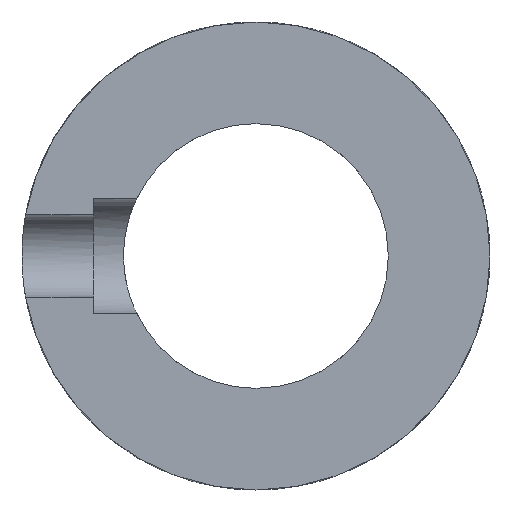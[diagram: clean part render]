
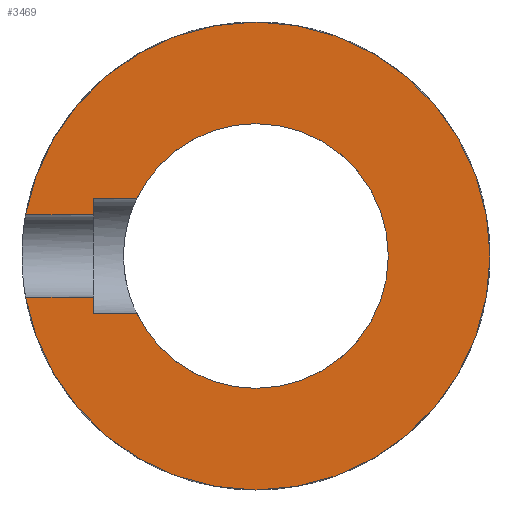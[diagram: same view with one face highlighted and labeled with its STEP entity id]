
A CAD part, front view. The second image highlights one B-rep face of the part: STEP entity #3469.
In plain terms, the highlighted planar face has unit normal (0, -1, 0).
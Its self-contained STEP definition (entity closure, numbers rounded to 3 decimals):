
#70 = VERTEX_POINT ( 'NONE', #3662 ) ;
#75 = VERTEX_POINT ( 'NONE', #3667 ) ;
#113 = VERTEX_POINT ( 'NONE', #3705 ) ;
#119 = VERTEX_POINT ( 'NONE', #3711 ) ;
#204 = VERTEX_POINT ( 'NONE', #3796 ) ;
#216 = VERTEX_POINT ( 'NONE', #3808 ) ;
#220 = VERTEX_POINT ( 'NONE', #3812 ) ;
#402 = EDGE_CURVE ( 'NONE', #113, #220, #4193, .T. ) ;
#406 = EDGE_CURVE ( 'NONE', #216, #204, #4199, .T. ) ;
#452 = VERTEX_POINT ( 'NONE', #4419 ) ;
#453 = VERTEX_POINT ( 'NONE', #4420 ) ;
#454 = VERTEX_POINT ( 'NONE', #4421 ) ;
#456 = VERTEX_POINT ( 'NONE', #4423 ) ;
#460 = VERTEX_POINT ( 'NONE', #4427 ) ;
#1727 = EDGE_CURVE ( 'NONE', #220, #216, #5548, .T. ) ;
#1729 = EDGE_CURVE ( 'NONE', #452, #113, #5737, .T. ) ;
#1733 = EDGE_CURVE ( 'NONE', #453, #454, #5749, .T. ) ;
#1735 = EDGE_CURVE ( 'NONE', #454, #452, #5755, .T. ) ;
#1738 = EDGE_CURVE ( 'NONE', #119, #456, #5758, .T. ) ;
#1741 = EDGE_CURVE ( 'NONE', #456, #460, #5771, .T. ) ;
#1742 = EDGE_CURVE ( 'NONE', #204, #119, #5774, .T. ) ;
#3265 = ORIENTED_EDGE ( 'NONE', *, *, #1735, .T. ) ;
#3266 = ORIENTED_EDGE ( 'NONE', *, *, #1729, .T. ) ;
#3267 = ORIENTED_EDGE ( 'NONE', *, *, #402, .T. ) ;
#3268 = ORIENTED_EDGE ( 'NONE', *, *, #1727, .T. ) ;
#3269 = ORIENTED_EDGE ( 'NONE', *, *, #406, .T. ) ;
#3270 = ORIENTED_EDGE ( 'NONE', *, *, #1742, .T. ) ;
#3271 = ORIENTED_EDGE ( 'NONE', *, *, #1738, .T. ) ;
#3272 = ORIENTED_EDGE ( 'NONE', *, *, #1741, .T. ) ;
#3273 = ORIENTED_EDGE ( 'NONE', *, *, #3390, .F. ) ;
#3274 = ORIENTED_EDGE ( 'NONE', *, *, #3487, .F. ) ;
#3275 = ORIENTED_EDGE ( 'NONE', *, *, #3391, .F. ) ;
#3276 = ORIENTED_EDGE ( 'NONE', *, *, #1733, .T. ) ;
#3390 = EDGE_CURVE ( 'NONE', #70, #460, #9286, .T. ) ;
#3391 = EDGE_CURVE ( 'NONE', #453, #75, #9287, .T. ) ;
#3469 = ADVANCED_FACE ( 'NONE', ( #9059 ), #9053, .F. ) ;
#3487 = EDGE_CURVE ( 'NONE', #75, #70, #9308, .T. ) ;
#3543 = EDGE_LOOP ( 'NONE', ( #3265, #3266, #3267, #3268, #3269, #3270, #3271, #3272, #3273, #3274, #3275, #3276 ) ) ;
#3662 = CARTESIAN_POINT ( 'NONE',  ( 0., -9.588, -46.041 ) ) ;
#3667 = CARTESIAN_POINT ( 'NONE',  ( 0., -9.588, 46.041 ) ) ;
#3705 = CARTESIAN_POINT ( 'NONE',  ( -23.449, -9.588, 11.326 ) ) ;
#3711 = CARTESIAN_POINT ( 'NONE',  ( -31.95, -9.588, -11.326 ) ) ;
#3796 = CARTESIAN_POINT ( 'NONE',  ( -23.449, -9.588, -11.326 ) ) ;
#3808 = CARTESIAN_POINT ( 'NONE',  ( 0., -9.588, -26.041 ) ) ;
#3812 = CARTESIAN_POINT ( 'NONE',  ( 0., -9.588, 26.041 ) ) ;
#4074 = CARTESIAN_POINT ( 'NONE',  ( 0., -9.588, 0. ) ) ;
#4075 = DIRECTION ( 'NONE',  ( 0., 1., 0. ) ) ;
#4076 = DIRECTION ( 'NONE',  ( 0., 0., 1. ) ) ;
#4193 = CIRCLE ( 'NONE', #4197, 26.041 ) ;
#4197 = AXIS2_PLACEMENT_3D ( 'NONE', #4074, #4075, #4076 ) ;
#4199 = CIRCLE ( 'NONE', #4201, 26.041 ) ;
#4201 = AXIS2_PLACEMENT_3D ( 'NONE', #4346, #4347, #4348 ) ;
#4346 = CARTESIAN_POINT ( 'NONE',  ( 0., -9.588, 0. ) ) ;
#4347 = DIRECTION ( 'NONE',  ( 0., 1., 0. ) ) ;
#4348 = DIRECTION ( 'NONE',  ( 0., 0., 1. ) ) ;
#4419 = CARTESIAN_POINT ( 'NONE',  ( -31.95, -9.588, 11.326 ) ) ;
#4420 = CARTESIAN_POINT ( 'NONE',  ( -45.325, -9.588, 8.087 ) ) ;
#4421 = CARTESIAN_POINT ( 'NONE',  ( -31.95, -9.588, 8.087 ) ) ;
#4423 = CARTESIAN_POINT ( 'NONE',  ( -31.95, -9.588, -8.087 ) ) ;
#4427 = CARTESIAN_POINT ( 'NONE',  ( -45.325, -9.588, -8.088 ) ) ;
#5548 = CIRCLE ( 'NONE', #5551, 26.041 ) ;
#5551 = AXIS2_PLACEMENT_3D ( 'NONE', #5733, #5734, #5735 ) ;
#5552 = VECTOR ( 'NONE', #5739, 1000. ) ;
#5555 = VECTOR ( 'NONE', #5764, 1000. ) ;
#5556 = VECTOR ( 'NONE', #5751, 1000. ) ;
#5558 = VECTOR ( 'NONE', #5757, 1000. ) ;
#5565 = VECTOR ( 'NONE', #5773, 1000. ) ;
#5566 = VECTOR ( 'NONE', #5776, 1000. ) ;
#5733 = CARTESIAN_POINT ( 'NONE',  ( 0., -9.588, 0. ) ) ;
#5734 = DIRECTION ( 'NONE',  ( 0., 1., 0. ) ) ;
#5735 = DIRECTION ( 'NONE',  ( 0., 0., 1. ) ) ;
#5737 = LINE ( 'NONE', #5738, #5552 ) ;
#5738 = CARTESIAN_POINT ( 'NONE',  ( -31.95, -9.588, 11.326 ) ) ;
#5739 = DIRECTION ( 'NONE',  ( 1., 0., 0. ) ) ;
#5749 = LINE ( 'NONE', #5750, #5556 ) ;
#5750 = CARTESIAN_POINT ( 'NONE',  ( -50.673, -9.588, 8.088 ) ) ;
#5751 = DIRECTION ( 'NONE',  ( 1., 0., 0. ) ) ;
#5755 = LINE ( 'NONE', #5756, #5558 ) ;
#5756 = CARTESIAN_POINT ( 'NONE',  ( -31.95, -9.588, 8.087 ) ) ;
#5757 = DIRECTION ( 'NONE',  ( 0., 0., 1. ) ) ;
#5758 = LINE ( 'NONE', #5763, #5555 ) ;
#5763 = CARTESIAN_POINT ( 'NONE',  ( -31.95, -9.588, -11.326 ) ) ;
#5764 = DIRECTION ( 'NONE',  ( 0., 0., 1. ) ) ;
#5771 = LINE ( 'NONE', #5772, #5565 ) ;
#5772 = CARTESIAN_POINT ( 'NONE',  ( -31.95, -9.588, -8.087 ) ) ;
#5773 = DIRECTION ( 'NONE',  ( -1., 0., 0. ) ) ;
#5774 = LINE ( 'NONE', #5775, #5566 ) ;
#5775 = CARTESIAN_POINT ( 'NONE',  ( 0., -9.588, -11.326 ) ) ;
#5776 = DIRECTION ( 'NONE',  ( -1., 0., 0. ) ) ;
#8622 = CARTESIAN_POINT ( 'NONE',  ( 0., -9.588, 0. ) ) ;
#8623 = DIRECTION ( 'NONE',  ( 0., 1., 0. ) ) ;
#8624 = DIRECTION ( 'NONE',  ( 0., 0., 1. ) ) ;
#8627 = CARTESIAN_POINT ( 'NONE',  ( 0., -9.588, 0. ) ) ;
#8628 = DIRECTION ( 'NONE',  ( 0., 1., 0. ) ) ;
#8629 = DIRECTION ( 'NONE',  ( 0., 0., 1. ) ) ;
#9053 = PLANE ( 'NONE',  #9371 ) ;
#9055 = CARTESIAN_POINT ( 'NONE',  ( 0., -9.588, 0. ) ) ;
#9059 = FACE_OUTER_BOUND ( 'NONE', #3543, .T. ) ;
#9061 = DIRECTION ( 'NONE',  ( 0., 1., 0. ) ) ;
#9062 = DIRECTION ( 'NONE',  ( 0., 0., 1. ) ) ;
#9147 = CARTESIAN_POINT ( 'NONE',  ( 0., -9.588, 0. ) ) ;
#9148 = DIRECTION ( 'NONE',  ( 0., 1., 0. ) ) ;
#9149 = DIRECTION ( 'NONE',  ( 0., 0., 1. ) ) ;
#9286 = CIRCLE ( 'NONE', #9288, 46.041 ) ;
#9287 = CIRCLE ( 'NONE', #9290, 46.041 ) ;
#9288 = AXIS2_PLACEMENT_3D ( 'NONE', #8622, #8623, #8624 ) ;
#9290 = AXIS2_PLACEMENT_3D ( 'NONE', #8627, #8628, #8629 ) ;
#9308 = CIRCLE ( 'NONE', #9389, 46.041 ) ;
#9371 = AXIS2_PLACEMENT_3D ( 'NONE', #9055, #9061, #9062 ) ;
#9389 = AXIS2_PLACEMENT_3D ( 'NONE', #9147, #9148, #9149 ) ;
